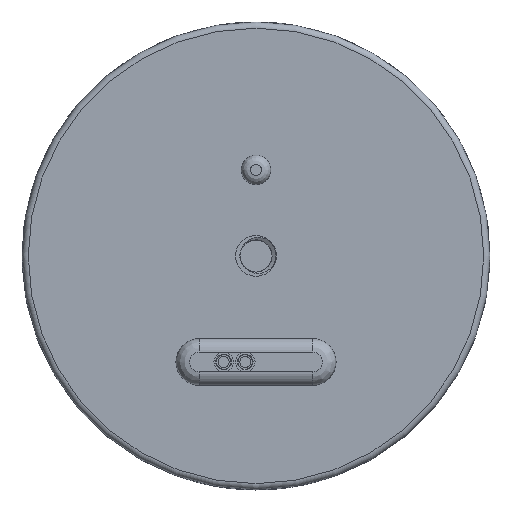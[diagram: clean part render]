
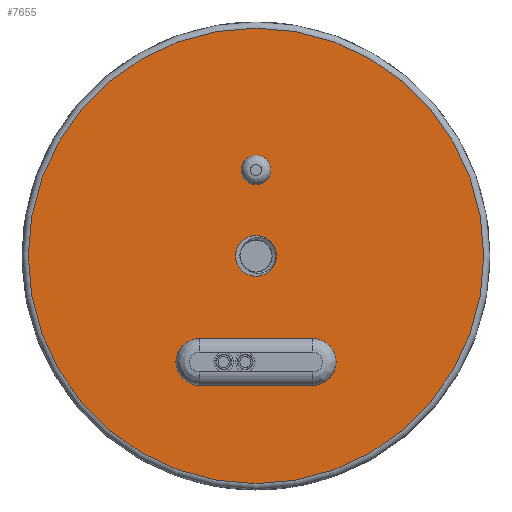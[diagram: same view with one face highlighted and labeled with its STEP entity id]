
A CAD part, top view. The second image highlights one B-rep face of the part: STEP entity #7655.
In plain terms, the highlighted planar face has unit normal (0, 0, 1).
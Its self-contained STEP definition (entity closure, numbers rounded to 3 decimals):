
#168=FACE_BOUND('',#1187,.T.);
#169=FACE_BOUND('',#1188,.T.);
#170=FACE_BOUND('',#1189,.T.);
#352=PLANE('',#8357);
#719=FACE_OUTER_BOUND('',#1186,.T.);
#1186=EDGE_LOOP('',(#6538));
#1187=EDGE_LOOP('',(#6539));
#1188=EDGE_LOOP('',(#6540));
#1189=EDGE_LOOP('',(#6541,#6542,#6543,#6544));
#1620=CIRCLE('',#8271,3.3);
#1660=CIRCLE('',#8346,3.8);
#1662=CIRCLE('',#8352,3.8);
#1663=CIRCLE('',#8354,2.4);
#1665=CIRCLE('',#8358,37.);
#2244=LINE('',#14332,#2920);
#2246=LINE('',#14336,#2922);
#2920=VECTOR('',#10191,10.);
#2922=VECTOR('',#10195,10.);
#3618=VERTEX_POINT('',#14058);
#3690=VERTEX_POINT('',#14319);
#3691=VERTEX_POINT('',#14320);
#3694=VERTEX_POINT('',#14331);
#3695=VERTEX_POINT('',#14335);
#3696=VERTEX_POINT('',#14341);
#3702=VERTEX_POINT('',#14357);
#4593=EDGE_CURVE('',#3618,#3618,#1620,.T.);
#4701=EDGE_CURVE('',#3690,#3691,#1660,.T.);
#4707=EDGE_CURVE('',#3691,#3694,#2244,.T.);
#4709=EDGE_CURVE('',#3695,#3690,#2246,.T.);
#4711=EDGE_CURVE('',#3694,#3695,#1662,.T.);
#4712=EDGE_CURVE('',#3696,#3696,#1663,.T.);
#4720=EDGE_CURVE('',#3702,#3702,#1665,.T.);
#6538=ORIENTED_EDGE('',*,*,#4720,.F.);
#6539=ORIENTED_EDGE('',*,*,#4593,.T.);
#6540=ORIENTED_EDGE('',*,*,#4712,.T.);
#6541=ORIENTED_EDGE('',*,*,#4707,.T.);
#6542=ORIENTED_EDGE('',*,*,#4711,.T.);
#6543=ORIENTED_EDGE('',*,*,#4709,.T.);
#6544=ORIENTED_EDGE('',*,*,#4701,.T.);
#7655=ADVANCED_FACE('',(#719,#168,#169,#170),#352,.T.);
#8271=AXIS2_PLACEMENT_3D('',#14060,#9981,#9982);
#8346=AXIS2_PLACEMENT_3D('',#14321,#10179,#10180);
#8352=AXIS2_PLACEMENT_3D('',#14339,#10199,#10200);
#8354=AXIS2_PLACEMENT_3D('',#14342,#10203,#10204);
#8357=AXIS2_PLACEMENT_3D('',#14356,#10215,#10216);
#8358=AXIS2_PLACEMENT_3D('',#14358,#10217,#10218);
#9981=DIRECTION('center_axis',(0.,0.,-1.));
#9982=DIRECTION('ref_axis',(1.,0.,0.));
#10179=DIRECTION('center_axis',(0.,0.,-1.));
#10180=DIRECTION('ref_axis',(1.,0.,0.));
#10191=DIRECTION('',(-1.,0.,0.));
#10195=DIRECTION('',(1.,0.,0.));
#10199=DIRECTION('center_axis',(0.,0.,-1.));
#10200=DIRECTION('ref_axis',(1.,0.,0.));
#10203=DIRECTION('center_axis',(0.,0.,-1.));
#10204=DIRECTION('ref_axis',(0.,1.,0.));
#10215=DIRECTION('center_axis',(0.,0.,1.));
#10216=DIRECTION('ref_axis',(0.,-1.,0.));
#10217=DIRECTION('center_axis',(0.,0.,-1.));
#10218=DIRECTION('ref_axis',(0.,-1.,0.));
#14058=CARTESIAN_POINT('',(-3.3,0.,-2.5));
#14060=CARTESIAN_POINT('Origin',(0.,0.,-2.5));
#14319=CARTESIAN_POINT('',(9.2,-13.434,-2.5));
#14320=CARTESIAN_POINT('',(9.2,-21.034,-2.5));
#14321=CARTESIAN_POINT('Origin',(9.2,-17.234,-2.5));
#14331=CARTESIAN_POINT('',(-9.2,-21.034,-2.5));
#14332=CARTESIAN_POINT('',(-4.6,-21.034,-2.5));
#14335=CARTESIAN_POINT('',(-9.2,-13.434,-2.5));
#14336=CARTESIAN_POINT('',(4.6,-13.434,-2.5));
#14339=CARTESIAN_POINT('Origin',(-9.2,-17.234,-2.5));
#14341=CARTESIAN_POINT('',(0.,11.57,-2.5));
#14342=CARTESIAN_POINT('Origin',(0.,13.97,-2.5));
#14356=CARTESIAN_POINT('Origin',(0.,0.,-2.5));
#14357=CARTESIAN_POINT('',(-37.,0.,-2.5));
#14358=CARTESIAN_POINT('Origin',(0.,0.,-2.5));
